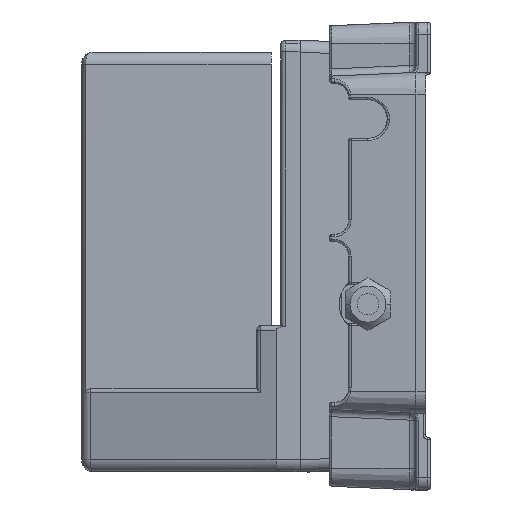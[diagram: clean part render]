
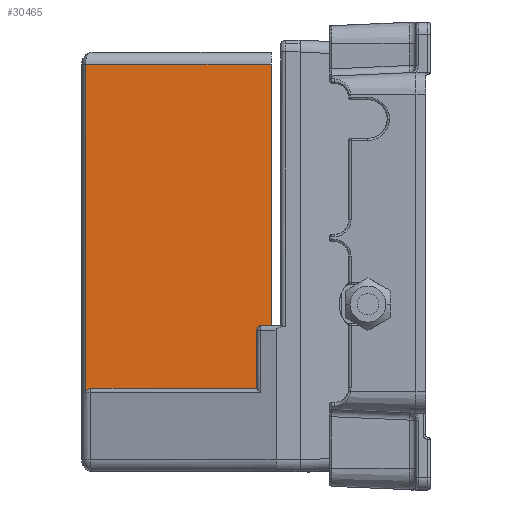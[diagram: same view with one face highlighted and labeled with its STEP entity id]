
A CAD part, left-side view. The second image highlights one B-rep face of the part: STEP entity #30465.
In plain terms, the highlighted planar face has unit normal (-1, 0, 0).
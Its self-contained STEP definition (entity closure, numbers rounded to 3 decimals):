
#731 = EDGE_CURVE ( 'NONE', #4204, #26155, #17327, .T. ) ;
#933 = LINE ( 'NONE', #15112, #27650 ) ;
#1106 = CARTESIAN_POINT ( 'NONE',  ( -191.5, 141.304, -56.039 ) ) ;
#1340 = DIRECTION ( 'NONE',  ( 0., 0., -1. ) ) ;
#1687 = CARTESIAN_POINT ( 'NONE',  ( -191.5, 138.523, -55.066 ) ) ;
#1971 = EDGE_CURVE ( 'NONE', #4204, #12282, #26827, .T. ) ;
#2050 = VECTOR ( 'NONE', #27188, 1000. ) ;
#2474 = VERTEX_POINT ( 'NONE', #4016 ) ;
#2656 = ORIENTED_EDGE ( 'NONE', *, *, #20258, .F. ) ;
#3694 = CARTESIAN_POINT ( 'NONE',  ( -191.5, 141.019, -55.773 ) ) ;
#4016 = CARTESIAN_POINT ( 'NONE',  ( -191.5, 139.439, -55.195 ) ) ;
#4204 = VERTEX_POINT ( 'NONE', #20568 ) ;
#4830 = DIRECTION ( 'NONE',  ( 1., 0., 0. ) ) ;
#5233 = VERTEX_POINT ( 'NONE', #6490 ) ;
#6065 = ORIENTED_EDGE ( 'NONE', *, *, #9465, .T. ) ;
#6285 = CARTESIAN_POINT ( 'NONE',  ( -191.5, 140.454, -55.446 ) ) ;
#6490 = CARTESIAN_POINT ( 'NONE',  ( -191.5, 141.675, 80. ) ) ;
#7127 = VECTOR ( 'NONE', #29216, 1000. ) ;
#7280 = CARTESIAN_POINT ( 'NONE',  ( -191.5, 68.3, -29. ) ) ;
#7645 = VERTEX_POINT ( 'NONE', #22332 ) ;
#7852 = DIRECTION ( 'NONE',  ( 1., 0., 0. ) ) ;
#8263 =( BOUNDED_CURVE ( )  B_SPLINE_CURVE ( 3, ( #19822, #1687, #30211, #14739 ),
 .UNSPECIFIED., .F., .F. ) 
 B_SPLINE_CURVE_WITH_KNOTS ( ( 4, 4 ),
 ( 1.126, 1.571 ),
 .UNSPECIFIED. ) 
 CURVE ( )  GEOMETRIC_REPRESENTATION_ITEM ( )  RATIONAL_B_SPLINE_CURVE ( ( 1., 0.984, 0.984, 1. ) ) 
 REPRESENTATION_ITEM ( '' )  );
#8770 = CARTESIAN_POINT ( 'NONE',  ( -191.5, 141.675, -57. ) ) ;
#8884 = CARTESIAN_POINT ( 'NONE',  ( -191.5, 139.698, -55.231 ) ) ;
#8971 = ORIENTED_EDGE ( 'NONE', *, *, #26390, .F. ) ;
#9049 = CARTESIAN_POINT ( 'NONE',  ( -191.5, 70.3, -55. ) ) ;
#9465 = EDGE_CURVE ( 'NONE', #7645, #5233, #27823, .T. ) ;
#10384 = PLANE ( 'NONE',  #24036 ) ;
#11095 = CARTESIAN_POINT ( 'NONE',  ( -191.5, 141.675, -57. ) ) ;
#12038 = ORIENTED_EDGE ( 'NONE', *, *, #1971, .T. ) ;
#12118 = FACE_OUTER_BOUND ( 'NONE', #24936, .T. ) ;
#12282 = VERTEX_POINT ( 'NONE', #7280 ) ;
#12295 = VECTOR ( 'NONE', #1340, 1000. ) ;
#13612 = ORIENTED_EDGE ( 'NONE', *, *, #21046, .T. ) ;
#14031 = CARTESIAN_POINT ( 'NONE',  ( -191.5, 141.581, -56.487 ) ) ;
#14739 = CARTESIAN_POINT ( 'NONE',  ( -191.5, 136.518, -55. ) ) ;
#15112 = CARTESIAN_POINT ( 'NONE',  ( -191.5, 64.3, 111. ) ) ;
#15165 = ORIENTED_EDGE ( 'NONE', *, *, #28378, .T. ) ;
#15446 = ORIENTED_EDGE ( 'NONE', *, *, #32971, .T. ) ;
#15844 = VERTEX_POINT ( 'NONE', #30058 ) ;
#15887 = LINE ( 'NONE', #9049, #2050 ) ;
#16659 = CARTESIAN_POINT ( 'NONE',  ( -191.5, 141.388, -56.143 ) ) ;
#16821 = VERTEX_POINT ( 'NONE', #32615 ) ;
#16883 = CARTESIAN_POINT ( 'NONE',  ( -191.5, 141.675, 85. ) ) ;
#17327 = LINE ( 'NONE', #29582, #30256 ) ;
#17696 = LINE ( 'NONE', #22579, #22963 ) ;
#19129 = CARTESIAN_POINT ( 'NONE',  ( -191.5, 141.675, -56.868 ) ) ;
#19233 = CARTESIAN_POINT ( 'NONE',  ( -191.5, 141.12, -55.855 ) ) ;
#19822 = CARTESIAN_POINT ( 'NONE',  ( -191.5, 139.439, -55.195 ) ) ;
#20258 = EDGE_CURVE ( 'NONE', #16821, #12282, #17696, .T. ) ;
#20377 = CARTESIAN_POINT ( 'NONE',  ( -191.5, 68.3, -31. ) ) ;
#20562 = VERTEX_POINT ( 'NONE', #11095 ) ;
#20568 = CARTESIAN_POINT ( 'NONE',  ( -191.5, 70.3, -31. ) ) ;
#21046 = EDGE_CURVE ( 'NONE', #5233, #20562, #25258, .T. ) ;
#21425 = B_SPLINE_CURVE_WITH_KNOTS ( 'NONE', 3,
 ( #8770, #19129, #29522, #14031, #32148, #16659, #1106, #19233, #3694, #21823, #6285, #24413, #8884, #27023 ),
 .UNSPECIFIED., .F., .F.,
 ( 4, 2, 2, 2, 2, 2, 4 ),
 ( 0.014, 0.014, 0.015, 0.015, 0.015, 0.016, 0.017 ),
 .UNSPECIFIED. ) ;
#21823 = CARTESIAN_POINT ( 'NONE',  ( -191.5, 140.691, -55.552 ) ) ;
#22332 = CARTESIAN_POINT ( 'NONE',  ( -191.5, 64.3, 80. ) ) ;
#22469 = EDGE_CURVE ( 'NONE', #7645, #16821, #933, .T. ) ;
#22579 = CARTESIAN_POINT ( 'NONE',  ( -191.5, 6.999, -29. ) ) ;
#22963 = VECTOR ( 'NONE', #32992, 1000. ) ;
#22979 = DIRECTION ( 'NONE',  ( 0., 0., -1. ) ) ;
#23428 = CARTESIAN_POINT ( 'NONE',  ( -191.5, 70.3, 95. ) ) ;
#24036 = AXIS2_PLACEMENT_3D ( 'NONE', #23428, #7852, #26011 ) ;
#24112 = CARTESIAN_POINT ( 'NONE',  ( -191.5, 141.675, 80. ) ) ;
#24413 = CARTESIAN_POINT ( 'NONE',  ( -191.5, 139.956, -55.285 ) ) ;
#24714 = AXIS2_PLACEMENT_3D ( 'NONE', #20377, #4830, #22979 ) ;
#24936 = EDGE_LOOP ( 'NONE', ( #27147, #6065, #13612, #15165, #15446, #8971, #30641, #12038, #2656 ) ) ;
#25258 = LINE ( 'NONE', #16883, #12295 ) ;
#26011 = DIRECTION ( 'NONE',  ( 0., 0., -1. ) ) ;
#26155 = VERTEX_POINT ( 'NONE', #31064 ) ;
#26390 = EDGE_CURVE ( 'NONE', #26155, #15844, #15887, .T. ) ;
#26827 = CIRCLE ( 'NONE', #24714, 2. ) ;
#27023 = CARTESIAN_POINT ( 'NONE',  ( -191.5, 139.439, -55.195 ) ) ;
#27087 = DIRECTION ( 'NONE',  ( 0., 0., -1. ) ) ;
#27147 = ORIENTED_EDGE ( 'NONE', *, *, #22469, .F. ) ;
#27188 = DIRECTION ( 'NONE',  ( 0., 1., 0. ) ) ;
#27650 = VECTOR ( 'NONE', #30603, 1000. ) ;
#27823 = LINE ( 'NONE', #24112, #7127 ) ;
#28378 = EDGE_CURVE ( 'NONE', #20562, #2474, #21425, .T. ) ;
#29216 = DIRECTION ( 'NONE',  ( 0., 1., 0. ) ) ;
#29522 = CARTESIAN_POINT ( 'NONE',  ( -191.5, 141.655, -56.738 ) ) ;
#29582 = CARTESIAN_POINT ( 'NONE',  ( -191.5, 70.3, 95. ) ) ;
#30058 = CARTESIAN_POINT ( 'NONE',  ( -191.5, 136.518, -55. ) ) ;
#30211 = CARTESIAN_POINT ( 'NONE',  ( -191.5, 137.533, -55. ) ) ;
#30256 = VECTOR ( 'NONE', #27087, 1000. ) ;
#30465 = ADVANCED_FACE ( 'NONE', ( #12118 ), #10384, .F. ) ;
#30603 = DIRECTION ( 'NONE',  ( 0., 0., -1. ) ) ;
#30641 = ORIENTED_EDGE ( 'NONE', *, *, #731, .F. ) ;
#31064 = CARTESIAN_POINT ( 'NONE',  ( -191.5, 70.3, -55. ) ) ;
#32148 = CARTESIAN_POINT ( 'NONE',  ( -191.5, 141.526, -56.366 ) ) ;
#32615 = CARTESIAN_POINT ( 'NONE',  ( -191.5, 64.3, -29. ) ) ;
#32971 = EDGE_CURVE ( 'NONE', #2474, #15844, #8263, .T. ) ;
#32992 = DIRECTION ( 'NONE',  ( 0., 1., 0. ) ) ;
